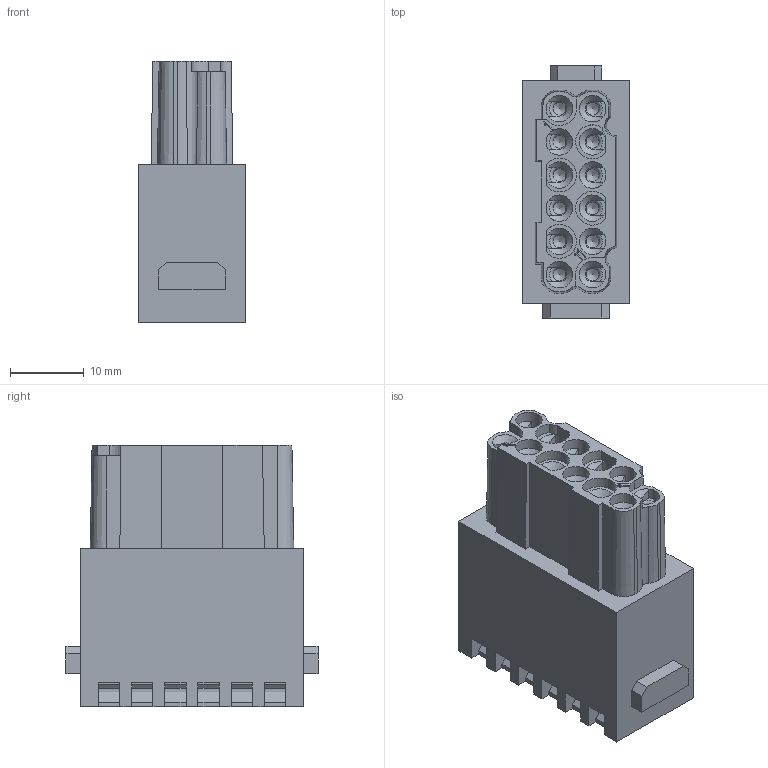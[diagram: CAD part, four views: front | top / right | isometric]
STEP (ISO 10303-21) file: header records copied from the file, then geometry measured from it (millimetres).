
FILE_DESCRIPTION(/* description */ (''),/* implementation_level */ '2;1');
FILE_NAME(/* name */ '100560906ugm000_c.stp',/* time_stamp */ '2019-05-03T08:36:25+02:00',/* author */ (''),/* organization */ (''),/* preprocessor_version */ 'ST-DEVELOPER v16.7',/* originating_system */ 'SIEMENS PLM Software NX 12.0',/* authorisation */ '');
FILE_SCHEMA (('AUTOMOTIVE_DESIGN { 1 0 10303 214 3 1 1 1 }'));
Length unit declared in the file: millimetre
Products named in the file (1): 100560906ugm000_c
Bounding box: 14.65 x 34.2 x 35.51 mm (x, y, z)
Volume: 11763.5 mm3; surface area: 6282 mm2
Topology: 1 solids, 1 shells, 771 faces, 2667 edges, 2533 vertices
Faces by surface type: plane 531, cylinder 114, cone 61, extrusion 52, torus 12, bspline 1
Full cylindrical faces by diameter (mm): 0.911 x1, 1.077 x1, 1.4 x12, 1.75 x12, 3.2 x12, 3.6 x6
Entity records: 34192 total; most frequent: CARTESIAN_POINT 6616, ORIENTED_EDGE 3842, DIRECTION 3775, EDGE_CURVE 1921, VECTOR 1663, LINE 1611, PRESENTATION_STYLE_ASSIGNMENT 1373, VERTEX_POINT 1305
